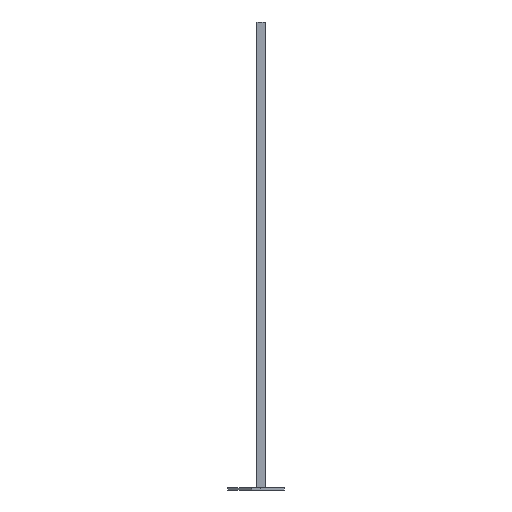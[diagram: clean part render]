
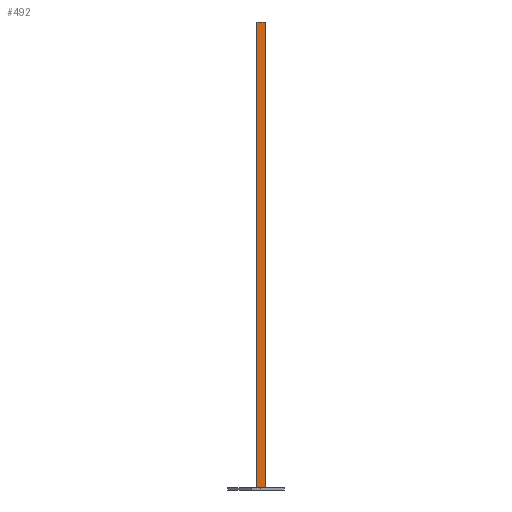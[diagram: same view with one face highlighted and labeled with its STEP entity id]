
A CAD part, left-side view. The second image highlights one B-rep face of the part: STEP entity #492.
In plain terms, the highlighted face is planar.
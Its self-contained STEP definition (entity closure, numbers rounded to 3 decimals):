
#8 = DIRECTION ( 'NONE',  ( 0., -1., 0. ) ) ;
#37 = DIRECTION ( 'NONE',  ( 0., -1., 0. ) ) ;
#160 = CARTESIAN_POINT ( 'NONE',  ( 20.5, 0., 1100. ) ) ;
#349 = VECTOR ( 'NONE', #3110, 1000. ) ;
#492 = ADVANCED_FACE ( 'NONE', ( #4669 ), #3278, .F. ) ;
#724 = VERTEX_POINT ( 'NONE', #5784 ) ;
#740 = ORIENTED_EDGE ( 'NONE', *, *, #1828, .T. ) ;
#822 = CARTESIAN_POINT ( 'NONE',  ( 20.5, 4.5, 1100. ) ) ;
#830 = CARTESIAN_POINT ( 'NONE',  ( 20.5, 18.5, 0. ) ) ;
#915 = DIRECTION ( 'NONE',  ( 0., 1., 0. ) ) ;
#1094 = VERTEX_POINT ( 'NONE', #830 ) ;
#1130 = CARTESIAN_POINT ( 'NONE',  ( 20.5, 21., 1100. ) ) ;
#1235 = DIRECTION ( 'NONE',  ( 0., 0., -1. ) ) ;
#1250 = LINE ( 'NONE', #2816, #5996 ) ;
#1305 = VECTOR ( 'NONE', #2294, 1000. ) ;
#1496 = VECTOR ( 'NONE', #37, 1000. ) ;
#1612 = EDGE_CURVE ( 'NONE', #2854, #2208, #5280, .T. ) ;
#1808 = VECTOR ( 'NONE', #915, 1000. ) ;
#1821 = DIRECTION ( 'NONE',  ( -1., 0., 0. ) ) ;
#1828 = EDGE_CURVE ( 'NONE', #6033, #5964, #1250, .T. ) ;
#1861 = CARTESIAN_POINT ( 'NONE',  ( 20.5, 4.5, 0. ) ) ;
#1884 = CARTESIAN_POINT ( 'NONE',  ( 20.5, 4.5, 1100. ) ) ;
#2208 = VERTEX_POINT ( 'NONE', #1130 ) ;
#2216 = ORIENTED_EDGE ( 'NONE', *, *, #4327, .T. ) ;
#2264 = CARTESIAN_POINT ( 'NONE',  ( 20.5, 4.5, 1100. ) ) ;
#2294 = DIRECTION ( 'NONE',  ( 0., 1., 0. ) ) ;
#2359 = DIRECTION ( 'NONE',  ( 0., 1., 0. ) ) ;
#2402 = LINE ( 'NONE', #2420, #1808 ) ;
#2420 = CARTESIAN_POINT ( 'NONE',  ( 20.5, 21., 0. ) ) ;
#2520 = LINE ( 'NONE', #1861, #4625 ) ;
#2542 = VECTOR ( 'NONE', #3319, 1000. ) ;
#2560 = CARTESIAN_POINT ( 'NONE',  ( 20.5, 4.5, 0. ) ) ;
#2727 = ORIENTED_EDGE ( 'NONE', *, *, #2894, .T. ) ;
#2816 = CARTESIAN_POINT ( 'NONE',  ( 20.5, 0., 1100. ) ) ;
#2854 = VERTEX_POINT ( 'NONE', #5744 ) ;
#2894 = EDGE_CURVE ( 'NONE', #5964, #724, #5378, .T. ) ;
#2918 = CARTESIAN_POINT ( 'NONE',  ( 20.5, 4.5, 0. ) ) ;
#3015 = ORIENTED_EDGE ( 'NONE', *, *, #5415, .F. ) ;
#3110 = DIRECTION ( 'NONE',  ( 0., 0., -1. ) ) ;
#3134 = LINE ( 'NONE', #4115, #3287 ) ;
#3215 = DIRECTION ( 'NONE',  ( 0., 0., 1. ) ) ;
#3278 = PLANE ( 'NONE',  #5343 ) ;
#3287 = VECTOR ( 'NONE', #1235, 1000. ) ;
#3289 = ORIENTED_EDGE ( 'NONE', *, *, #3560, .F. ) ;
#3319 = DIRECTION ( 'NONE',  ( 0., 1., 0. ) ) ;
#3379 = LINE ( 'NONE', #2918, #1496 ) ;
#3513 = LINE ( 'NONE', #1884, #2542 ) ;
#3516 = CARTESIAN_POINT ( 'NONE',  ( 20.5, 0., 1100. ) ) ;
#3560 = EDGE_CURVE ( 'NONE', #2208, #3771, #3134, .T. ) ;
#3771 = VERTEX_POINT ( 'NONE', #5209 ) ;
#3823 = EDGE_CURVE ( 'NONE', #3930, #1094, #2520, .T. ) ;
#3930 = VERTEX_POINT ( 'NONE', #2560 ) ;
#4079 = ORIENTED_EDGE ( 'NONE', *, *, #3823, .T. ) ;
#4115 = CARTESIAN_POINT ( 'NONE',  ( 20.5, 21., 1100. ) ) ;
#4327 = EDGE_CURVE ( 'NONE', #1094, #3771, #2402, .T. ) ;
#4391 = EDGE_CURVE ( 'NONE', #3930, #724, #3379, .T. ) ;
#4625 = VECTOR ( 'NONE', #2359, 1000. ) ;
#4669 = FACE_OUTER_BOUND ( 'NONE', #4747, .T. ) ;
#4747 = EDGE_LOOP ( 'NONE', ( #4079, #2216, #3289, #5709, #3015, #740, #2727, #4866 ) ) ;
#4866 = ORIENTED_EDGE ( 'NONE', *, *, #4391, .F. ) ;
#5209 = CARTESIAN_POINT ( 'NONE',  ( 20.5, 21., 0. ) ) ;
#5280 = LINE ( 'NONE', #822, #1305 ) ;
#5343 = AXIS2_PLACEMENT_3D ( 'NONE', #2264, #1821, #3215 ) ;
#5378 = LINE ( 'NONE', #160, #349 ) ;
#5415 = EDGE_CURVE ( 'NONE', #6033, #2854, #3513, .T. ) ;
#5709 = ORIENTED_EDGE ( 'NONE', *, *, #1612, .F. ) ;
#5744 = CARTESIAN_POINT ( 'NONE',  ( 20.5, 18.5, 1100. ) ) ;
#5784 = CARTESIAN_POINT ( 'NONE',  ( 20.5, 0., 0. ) ) ;
#5933 = CARTESIAN_POINT ( 'NONE',  ( 20.5, 4.5, 1100. ) ) ;
#5964 = VERTEX_POINT ( 'NONE', #3516 ) ;
#5996 = VECTOR ( 'NONE', #8, 1000. ) ;
#6033 = VERTEX_POINT ( 'NONE', #5933 ) ;
